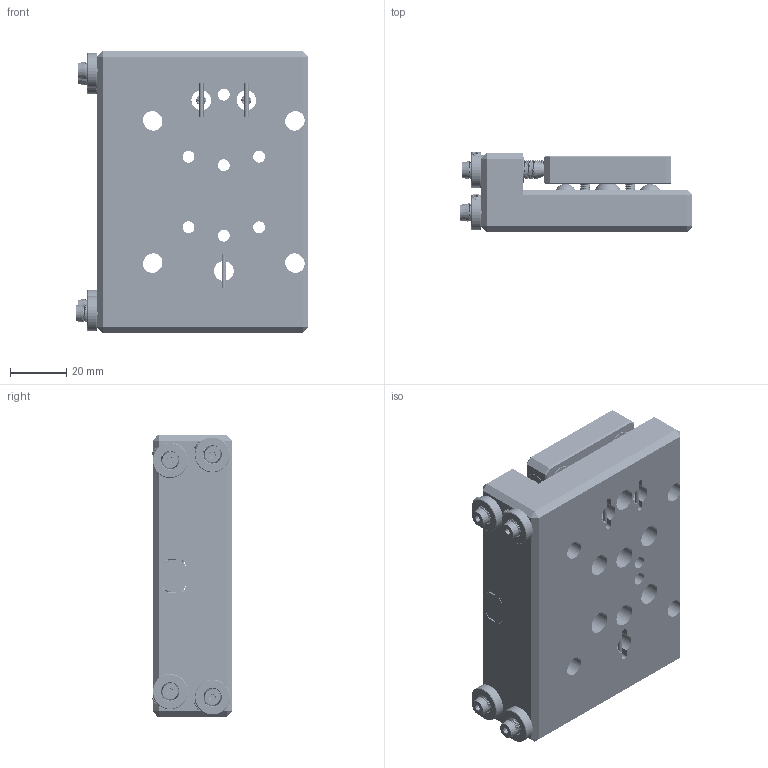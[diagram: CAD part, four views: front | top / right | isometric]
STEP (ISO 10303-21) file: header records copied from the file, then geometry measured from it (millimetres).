
FILE_DESCRIPTION(/* description */ (''),/* implementation_level */ '2;1');
FILE_NAME(/* name */ 'MSTAGEv1.3.step',/* time_stamp */ '2020-09-16T21:09:24+03:00',/* author */ (''),/* organization */ (''),/* preprocessor_version */ 'ST-DEVELOPER v18.1',/* originating_system */ 'Autodesk Translation Framework v9.3.0.1241',/* authorisation */ '');
FILE_SCHEMA (('AUTOMOTIVE_DESIGN { 1 0 10303 214 3 1 1 }'));
Products named in the file (18): MSTAGEv1.3; TRSTAGEv1-01-03; TRSTAGEv1-02-03; TRSTAGEv1-03-02; Ball-1; Bushing; Ball-2; Microscrew-1; Microscrew-2; BN684 (2); BN684 (1); BN684; Spring-1; Spring-2; TRSTAGEv1-10-00; Screw-tip; Sapphire 9x2; Sapphire 9x2v2
Assembly tree (39 placements, depth 2):
  MSTAGEv1.3
    TRSTAGEv1-01-03
    TRSTAGEv1-02-03
    TRSTAGEv1-03-02
    Ball-1
    Bushing  x4
    Microscrew-1  x2
    Microscrew-2  x2
    Ball-2  x2
    BN684  x6
    BN684 (1)  x2
    BN684 (2)
    Spring-1  x2
    Spring-2  x2
    TRSTAGEv1-10-00  x4
    Screw-tip  x4
    Sapphire 9x2  x2
    Sapphire 9x2v2  x2
Bounding box: 82.57 x 28.5 x 100 mm (x, y, z)
Volume: 139600.5 mm3; surface area: 66036.3 mm2
Topology: 43 solids, 43 shells, 1113 faces, 3502 edges, 2481 vertices
Faces by surface type: cylinder 464, plane 409, cone 161, bspline 40, torus 32, sphere 7
Full cylindrical faces by diameter (mm): 0.665 x8, 0.76 x8, 1.5 x7, 1.6 x4, 1.623 x2, 2 x6, 2.35 x20, 2.529 x4, 3 x12, 4 x1, 4.2 x7, 4.5 x2, 4.775 x4, 5.035 x9, 5.5 x2, 5.791 x80, 6 x2, 6.118 x4, 6.279 x102, 7 x10, 7.5 x7, 8 x11, 8.115 x4, 8.623 x4, 8.65 x4, 8.8 x4, 9 x4, 9.1 x4, 9.144 x4, 10 x1
Entity records: 92194 total; most frequent: CARTESIAN_POINT 72200, ORIENTED_EDGE 4402, DIRECTION 3638, EDGE_CURVE 2201, VERTEX_POINT 1542, AXIS2_PLACEMENT_3D 1342, LINE 954, VECTOR 954
